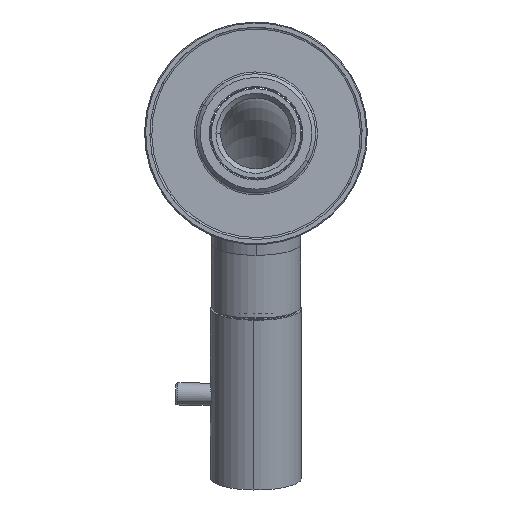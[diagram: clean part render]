
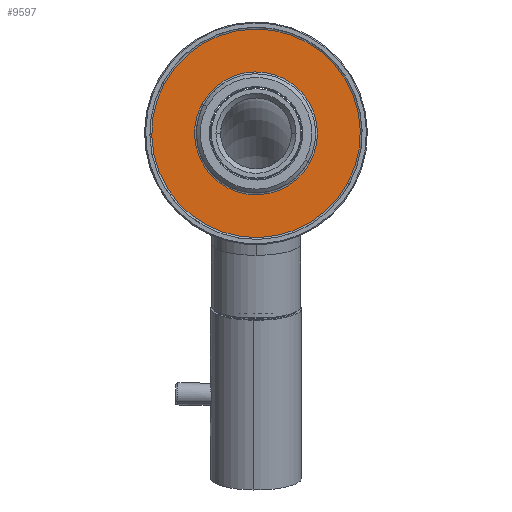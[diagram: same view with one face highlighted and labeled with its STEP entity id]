
A CAD part, front view. The second image highlights one B-rep face of the part: STEP entity #9597.
In plain terms, the highlighted planar face has unit normal (0, -1, 0).
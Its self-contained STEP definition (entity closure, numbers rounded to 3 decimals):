
#9518=CARTESIAN_POINT('Vertex',(-14.48,6.5,7.911)) ;
#9521=CARTESIAN_POINT('Axis2P3D Location',(0.,6.5,0.)) ;
#9525=CARTESIAN_POINT('Vertex',(-14.876,6.5,7.138)) ;
#9528=CARTESIAN_POINT('Axis2P3D Location',(0.,6.5,0.)) ;
#9532=CARTESIAN_POINT('Vertex',(14.48,6.5,-7.911)) ;
#9556=CARTESIAN_POINT('Axis2P3D Location',(-28.5,6.5,0.)) ;
#9561=CARTESIAN_POINT('Axis2P3D Location',(0.,6.5,0.)) ;
#9565=CARTESIAN_POINT('Vertex',(24.572,6.5,-13.424)) ;
#9567=CARTESIAN_POINT('Vertex',(-24.572,6.5,13.424)) ;
#9570=CARTESIAN_POINT('Axis2P3D Location',(0.,6.5,0.)) ;
#9574=CARTESIAN_POINT('Vertex',(-24.616,6.5,13.344)) ;
#9577=CARTESIAN_POINT('Axis2P3D Location',(0.,6.5,0.)) ;
#9587=CARTESIAN_POINT('Axis2P3D Location',(0.,6.5,0.)) ;
#9522=DIRECTION('Axis2P3D Direction',(0.,1.,0.)) ;
#9529=DIRECTION('Axis2P3D Direction',(0.,1.,0.)) ;
#9557=DIRECTION('Axis2P3D Direction',(0.,1.,0.)) ;
#9558=DIRECTION('Axis2P3D XDirection',(1.,0.,0.)) ;
#9562=DIRECTION('Axis2P3D Direction',(0.,1.,0.)) ;
#9571=DIRECTION('Axis2P3D Direction',(0.,1.,0.)) ;
#9578=DIRECTION('Axis2P3D Direction',(0.,1.,0.)) ;
#9588=DIRECTION('Axis2P3D Direction',(0.,1.,0.)) ;
#9523=AXIS2_PLACEMENT_3D('Circle Axis2P3D',#9521,#9522,$) ;
#9530=AXIS2_PLACEMENT_3D('Circle Axis2P3D',#9528,#9529,$) ;
#9559=AXIS2_PLACEMENT_3D('Plane Axis2P3D',#9556,#9557,#9558) ;
#9563=AXIS2_PLACEMENT_3D('Circle Axis2P3D',#9561,#9562,$) ;
#9572=AXIS2_PLACEMENT_3D('Circle Axis2P3D',#9570,#9571,$) ;
#9579=AXIS2_PLACEMENT_3D('Circle Axis2P3D',#9577,#9578,$) ;
#9589=AXIS2_PLACEMENT_3D('Circle Axis2P3D',#9587,#9588,$) ;
#9524=CIRCLE('generated circle',#9523,16.5) ;
#9531=CIRCLE('generated circle',#9530,16.5) ;
#9564=CIRCLE('generated circle',#9563,28.) ;
#9573=CIRCLE('generated circle',#9572,28.) ;
#9580=CIRCLE('generated circle',#9579,28.) ;
#9590=CIRCLE('generated circle',#9589,16.5) ;
#9560=PLANE('',#9559) ;
#9596=FACE_BOUND('',#9592,.T.) ;
#9527=EDGE_CURVE('',#9526,#9519,#9524,.T.) ;
#9534=EDGE_CURVE('',#9533,#9526,#9531,.T.) ;
#9569=EDGE_CURVE('',#9566,#9568,#9564,.F.) ;
#9576=EDGE_CURVE('',#9575,#9568,#9573,.T.) ;
#9581=EDGE_CURVE('',#9566,#9575,#9580,.T.) ;
#9591=EDGE_CURVE('',#9533,#9519,#9590,.F.) ;
#9583=ORIENTED_EDGE('',*,*,#9569,.T.) ;
#9584=ORIENTED_EDGE('',*,*,#9576,.F.) ;
#9585=ORIENTED_EDGE('',*,*,#9581,.F.) ;
#9593=ORIENTED_EDGE('',*,*,#9591,.F.) ;
#9594=ORIENTED_EDGE('',*,*,#9534,.T.) ;
#9595=ORIENTED_EDGE('',*,*,#9527,.T.) ;
#9582=EDGE_LOOP('',(#9583,#9584,#9585)) ;
#9592=EDGE_LOOP('',(#9593,#9594,#9595)) ;
#9519=VERTEX_POINT('',#9518) ;
#9526=VERTEX_POINT('',#9525) ;
#9533=VERTEX_POINT('',#9532) ;
#9566=VERTEX_POINT('',#9565) ;
#9568=VERTEX_POINT('',#9567) ;
#9575=VERTEX_POINT('',#9574) ;
#9597=ADVANCED_FACE('PartBody.2',(#9586,#9596),#9560,.F.) ;
#9586=FACE_OUTER_BOUND('',#9582,.T.) ;
